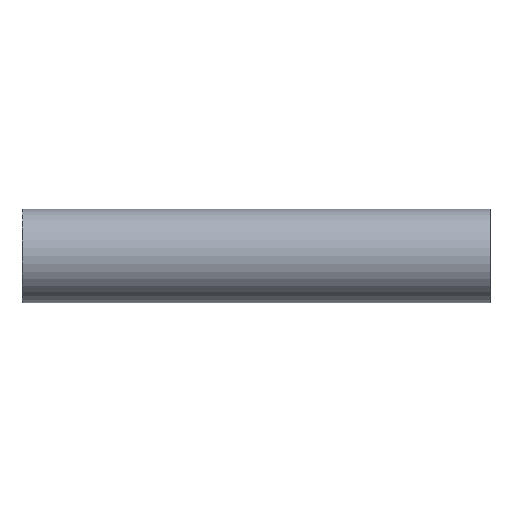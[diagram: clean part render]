
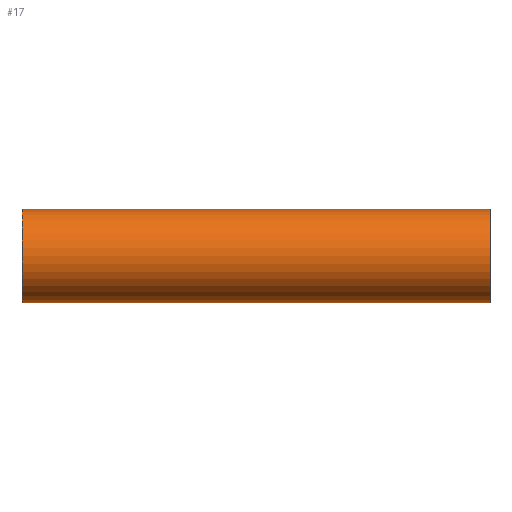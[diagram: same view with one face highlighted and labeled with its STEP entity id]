
A CAD part, top view. The second image highlights one B-rep face of the part: STEP entity #17.
In plain terms, the highlighted cylindrical face has radius 3 mm (diameter 6 mm), a partial arc.
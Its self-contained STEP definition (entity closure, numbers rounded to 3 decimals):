
#17 = ADVANCED_FACE('',(#18),#32,.F.);
#18 = FACE_BOUND('',#19,.F.);
#19 = EDGE_LOOP('',(#20,#55,#72,#95));
#20 = ORIENTED_EDGE('',*,*,#21,.T.);
#21 = EDGE_CURVE('',#22,#24,#26,.T.);
#22 = VERTEX_POINT('',#23);
#23 = CARTESIAN_POINT('',(0.,-3.,0.));
#24 = VERTEX_POINT('',#25);
#25 = CARTESIAN_POINT('',(30.,-3.,0.));
#26 = SURFACE_CURVE('',#27,(#31,#43),.PCURVE_S1.);
#27 = LINE('',#28,#29);
#28 = CARTESIAN_POINT('',(0.,-3.,0.));
#29 = VECTOR('',#30,1000.);
#30 = DIRECTION('',(1.,0.,0.));
#31 = PCURVE('',#32,#37);
#32 = CYLINDRICAL_SURFACE('',#33,3.);
#33 = AXIS2_PLACEMENT_3D('',#34,#35,#36);
#34 = CARTESIAN_POINT('',(0.,0.,
    0.));
#35 = DIRECTION('',(-1.,0.,0.));
#36 = DIRECTION('',(0.,-1.,0.));
#37 = DEFINITIONAL_REPRESENTATION('',(#38),#42);
#38 = LINE('',#39,#40);
#39 = CARTESIAN_POINT('',(0.,0.));
#40 = VECTOR('',#41,1.);
#41 = DIRECTION('',(0.,-1.));
#42 = ( GEOMETRIC_REPRESENTATION_CONTEXT(2) 
PARAMETRIC_REPRESENTATION_CONTEXT() REPRESENTATION_CONTEXT('2D SPACE',''
  ) );
#43 = PCURVE('',#44,#49);
#44 = CYLINDRICAL_SURFACE('',#45,3.);
#45 = AXIS2_PLACEMENT_3D('',#46,#47,#48);
#46 = CARTESIAN_POINT('',(0.,0.,
    0.));
#47 = DIRECTION('',(-1.,0.,0.));
#48 = DIRECTION('',(0.,1.,0.));
#49 = DEFINITIONAL_REPRESENTATION('',(#50),#54);
#50 = LINE('',#51,#52);
#51 = CARTESIAN_POINT('',(3.142,0.));
#52 = VECTOR('',#53,1.);
#53 = DIRECTION('',(0.,-1.));
#54 = ( GEOMETRIC_REPRESENTATION_CONTEXT(2) 
PARAMETRIC_REPRESENTATION_CONTEXT() REPRESENTATION_CONTEXT('2D SPACE',''
  ) );
#55 = ORIENTED_EDGE('',*,*,#56,.T.);
#56 = EDGE_CURVE('',#24,#57,#59,.T.);
#57 = VERTEX_POINT('',#58);
#58 = CARTESIAN_POINT('',(30.,3.,0.));
#59 = SURFACE_CURVE('',#60,(#65),.PCURVE_S1.);
#60 = CIRCLE('',#61,3.);
#61 = AXIS2_PLACEMENT_3D('',#62,#63,#64);
#62 = CARTESIAN_POINT('',(30.,0.,0.));
#63 = DIRECTION('',(-1.,0.,0.));
#64 = DIRECTION('',(0.,-1.,0.));
#65 = PCURVE('',#32,#66);
#66 = DEFINITIONAL_REPRESENTATION('',(#67),#71);
#67 = LINE('',#68,#69);
#68 = CARTESIAN_POINT('',(0.,-30.));
#69 = VECTOR('',#70,1.);
#70 = DIRECTION('',(1.,0.));
#71 = ( GEOMETRIC_REPRESENTATION_CONTEXT(2) 
PARAMETRIC_REPRESENTATION_CONTEXT() REPRESENTATION_CONTEXT('2D SPACE',''
  ) );
#72 = ORIENTED_EDGE('',*,*,#73,.F.);
#73 = EDGE_CURVE('',#74,#57,#76,.T.);
#74 = VERTEX_POINT('',#75);
#75 = CARTESIAN_POINT('',(0.,3.,0.));
#76 = SURFACE_CURVE('',#77,(#81,#88),.PCURVE_S1.);
#77 = LINE('',#78,#79);
#78 = CARTESIAN_POINT('',(0.,3.,0.));
#79 = VECTOR('',#80,1000.);
#80 = DIRECTION('',(1.,0.,0.));
#81 = PCURVE('',#32,#82);
#82 = DEFINITIONAL_REPRESENTATION('',(#83),#87);
#83 = LINE('',#84,#85);
#84 = CARTESIAN_POINT('',(3.142,0.));
#85 = VECTOR('',#86,1.);
#86 = DIRECTION('',(0.,-1.));
#87 = ( GEOMETRIC_REPRESENTATION_CONTEXT(2) 
PARAMETRIC_REPRESENTATION_CONTEXT() REPRESENTATION_CONTEXT('2D SPACE',''
  ) );
#88 = PCURVE('',#44,#89);
#89 = DEFINITIONAL_REPRESENTATION('',(#90),#94);
#90 = LINE('',#91,#92);
#91 = CARTESIAN_POINT('',(0.,0.));
#92 = VECTOR('',#93,1.);
#93 = DIRECTION('',(0.,-1.));
#94 = ( GEOMETRIC_REPRESENTATION_CONTEXT(2) 
PARAMETRIC_REPRESENTATION_CONTEXT() REPRESENTATION_CONTEXT('2D SPACE',''
  ) );
#95 = ORIENTED_EDGE('',*,*,#96,.F.);
#96 = EDGE_CURVE('',#22,#74,#97,.T.);
#97 = SURFACE_CURVE('',#98,(#103),.PCURVE_S1.);
#98 = CIRCLE('',#99,3.);
#99 = AXIS2_PLACEMENT_3D('',#100,#101,#102);
#100 = CARTESIAN_POINT('',(0.,0.,
    0.));
#101 = DIRECTION('',(-1.,0.,0.));
#102 = DIRECTION('',(0.,-1.,0.));
#103 = PCURVE('',#32,#104);
#104 = DEFINITIONAL_REPRESENTATION('',(#105),#109);
#105 = LINE('',#106,#107);
#106 = CARTESIAN_POINT('',(0.,0.));
#107 = VECTOR('',#108,1.);
#108 = DIRECTION('',(1.,0.));
#109 = ( GEOMETRIC_REPRESENTATION_CONTEXT(2) 
PARAMETRIC_REPRESENTATION_CONTEXT() REPRESENTATION_CONTEXT('2D SPACE',''
  ) );
